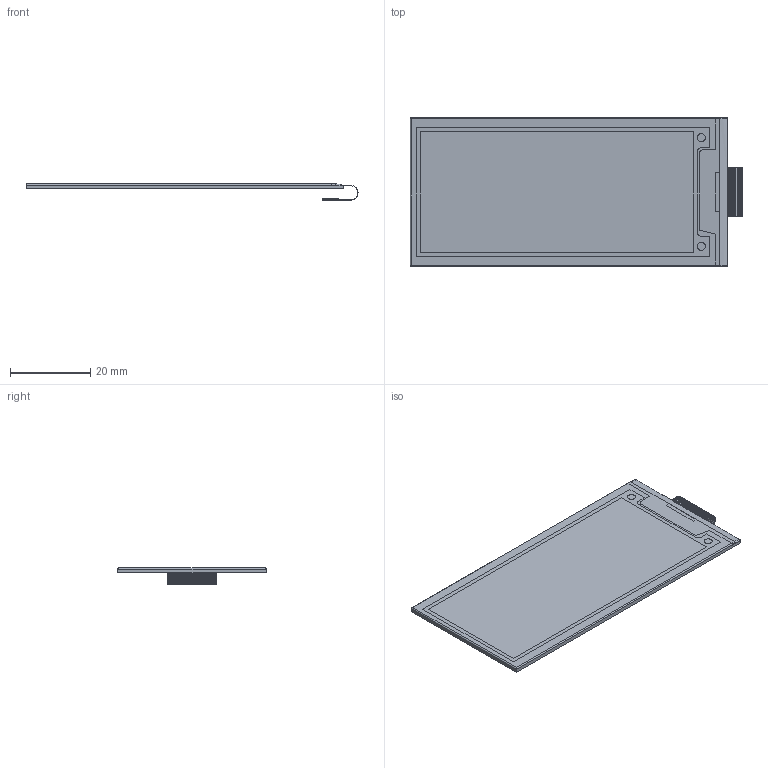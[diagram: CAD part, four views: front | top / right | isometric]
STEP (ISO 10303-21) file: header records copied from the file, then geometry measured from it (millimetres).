
FILE_DESCRIPTION(('FreeCAD Model'),'2;1');
FILE_NAME('ePaper_Display.step','2019-05-13T12:43:30',( 'kicad StepUp'),('ksu MCAD'),'Open CASCADE STEP processor 7.3', 'FreeCAD','Unknown');
FILE_SCHEMA(('AUTOMOTIVE_DESIGN { 1 0 10303 214 1 1 1 1 }'));
Length unit declared in the file: millimetre
Products named in the file (1): ePaper_Display
Bounding box: 82.62 x 37 x 4.07 mm (x, y, z)
Volume: 3659.9 mm3; surface area: 6493.6 mm2
Topology: 1 solids, 1 shells, 515 faces, 1201 edges, 693 vertices
Faces by surface type: plane 409, cylinder 103, bspline 2, extrusion 1
Entity records: 18510 total; most frequent: CARTESIAN_POINT 3392, ORIENTED_EDGE 2402, DIRECTION 2275, EDGE_CURVE 1201, VECTOR 1029, LINE 1028, VERTEX_POINT 693, AXIS2_PLACEMENT_3D 623
